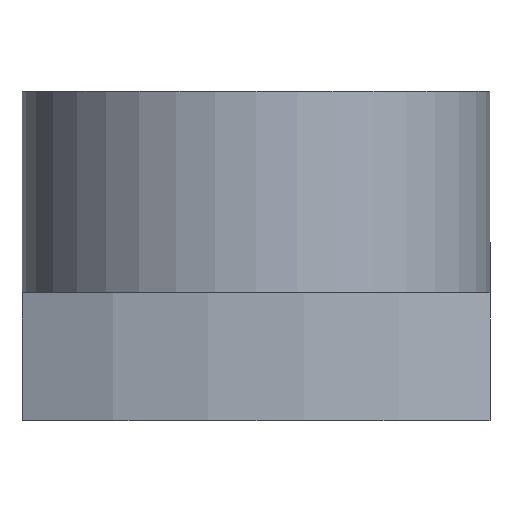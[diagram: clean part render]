
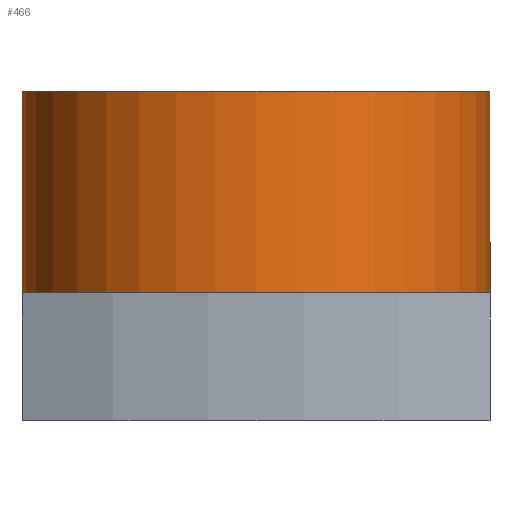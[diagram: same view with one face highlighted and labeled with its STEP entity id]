
A CAD part, front view. The second image highlights one B-rep face of the part: STEP entity #466.
In plain terms, the highlighted cylindrical face has radius 2.095 mm (diameter 4.191 mm), a full revolution.
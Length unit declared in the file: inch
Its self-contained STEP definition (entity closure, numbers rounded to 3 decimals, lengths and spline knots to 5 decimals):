
#6 = CARTESIAN_POINT ( 'NONE',  ( 0., 0., 0.116 ) ) ;
#14 = EDGE_CURVE ( 'NONE', #453, #309, #144, .T. ) ;
#16 = CARTESIAN_POINT ( 'NONE',  ( 0.0825, 0., 0.045 ) ) ;
#42 = DIRECTION ( 'NONE',  ( 0., 0., 1. ) ) ;
#61 = ORIENTED_EDGE ( 'NONE', *, *, #116, .F. ) ;
#63 = CIRCLE ( 'NONE', #301, 0.0825 ) ;
#67 = CARTESIAN_POINT ( 'NONE',  ( 0., 0., 0.045 ) ) ;
#71 = EDGE_LOOP ( 'NONE', ( #61 ) ) ;
#78 = FACE_OUTER_BOUND ( 'NONE', #71, .T. ) ;
#104 = DIRECTION ( 'NONE',  ( 1., 0., 0. ) ) ;
#116 = EDGE_CURVE ( 'NONE', #386, #386, #511, .T. ) ;
#144 = CIRCLE ( 'NONE', #491, 0.0825 ) ;
#161 = ORIENTED_EDGE ( 'NONE', *, *, #14, .T. ) ;
#181 = CARTESIAN_POINT ( 'NONE',  ( -0.0825, 0., 0.045 ) ) ;
#186 = ORIENTED_EDGE ( 'NONE', *, *, #375, .T. ) ;
#195 = DIRECTION ( 'NONE',  ( -1., 0., 0. ) ) ;
#216 = AXIS2_PLACEMENT_3D ( 'NONE', #6, #42, #323 ) ;
#218 = CARTESIAN_POINT ( 'NONE',  ( 0.0825, 0., 0.116 ) ) ;
#251 = DIRECTION ( 'NONE',  ( 0., 0., 1. ) ) ;
#262 = DIRECTION ( 'NONE',  ( 0., 0., 1. ) ) ;
#301 = AXIS2_PLACEMENT_3D ( 'NONE', #67, #262, #505 ) ;
#306 = CARTESIAN_POINT ( 'NONE',  ( 0., 0., -0.128 ) ) ;
#309 = VERTEX_POINT ( 'NONE', #16 ) ;
#323 = DIRECTION ( 'NONE',  ( 1., 0., 0. ) ) ;
#362 = FACE_OUTER_BOUND ( 'NONE', #392, .T. ) ;
#375 = EDGE_CURVE ( 'NONE', #309, #453, #63, .T. ) ;
#377 = CYLINDRICAL_SURFACE ( 'NONE', #449, 0.0825 ) ;
#386 = VERTEX_POINT ( 'NONE', #218 ) ;
#391 = DIRECTION ( 'NONE',  ( 0., 0., 1. ) ) ;
#392 = EDGE_LOOP ( 'NONE', ( #186, #161 ) ) ;
#449 = AXIS2_PLACEMENT_3D ( 'NONE', #306, #391, #104 ) ;
#453 = VERTEX_POINT ( 'NONE', #181 ) ;
#466 = ADVANCED_FACE ( 'NONE', ( #78, #362 ), #377, .T. ) ;
#486 = CARTESIAN_POINT ( 'NONE',  ( 0., 0., 0.045 ) ) ;
#491 = AXIS2_PLACEMENT_3D ( 'NONE', #486, #251, #195 ) ;
#505 = DIRECTION ( 'NONE',  ( -1., 0., 0. ) ) ;
#511 = CIRCLE ( 'NONE', #216, 0.0825 ) ;
